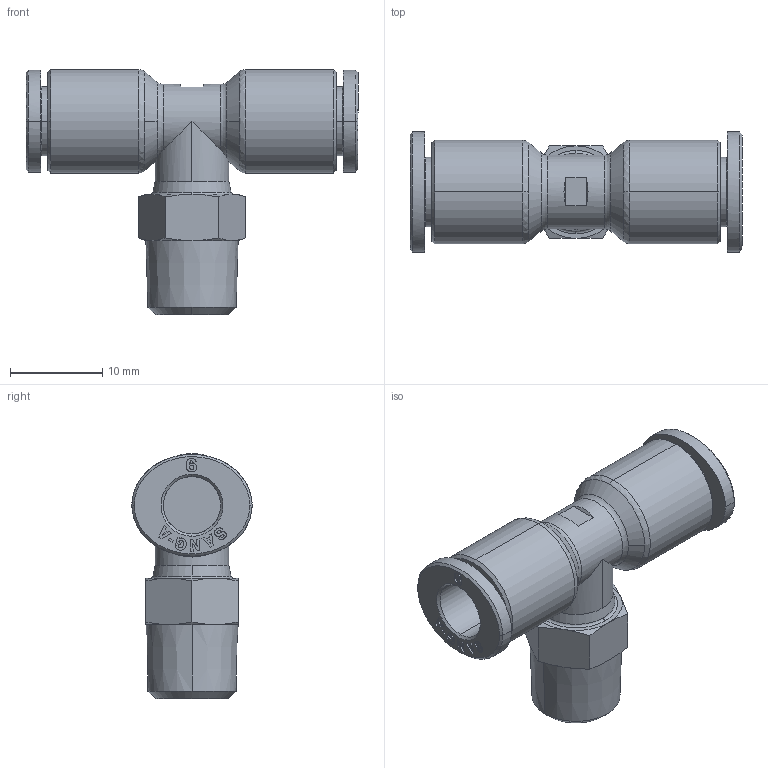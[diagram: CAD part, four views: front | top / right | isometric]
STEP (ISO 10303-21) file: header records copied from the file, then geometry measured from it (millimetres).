
FILE_DESCRIPTION (( 'STEP AP214' ), '1' );
FILE_NAME ('PT06-01.stp', '2015-09-25T09:33:23', ( '' ), ( '' ), 'SwSTEP 2.0', 'SolidWorks 2015', '' );
FILE_SCHEMA (( 'AUTOMOTIVE_DESIGN' ));
Length unit declared in the file: millimetre
Products named in the file (2): PT06-01; ｦ+ﾃｦ1
Assembly tree (1 placements, depth 2):
  PT06-01
    ｦ+ﾃｦ1
Bounding box: 35.9 x 13 x 26.5 mm (x, y, z)
Volume: 3132 mm3; surface area: 2969.4 mm2
Topology: 1 solids, 1 shells, 490 faces, 1344 edges, 884 vertices
Faces by surface type: plane 348, bspline 68, cylinder 35, cone 35, torus 4
Entity records: 18455 total; most frequent: CARTESIAN_POINT 5900, ORIENTED_EDGE 2684, DIRECTION 2133, EDGE_CURVE 1342, LINE 1027, VECTOR 1027, VERTEX_POINT 884, AXIS2_PLACEMENT_3D 553
